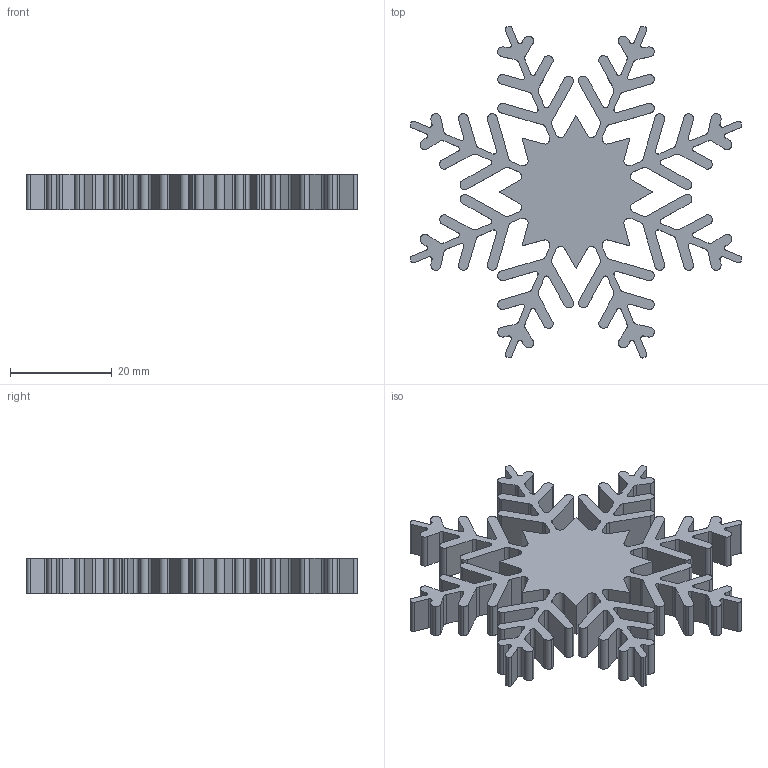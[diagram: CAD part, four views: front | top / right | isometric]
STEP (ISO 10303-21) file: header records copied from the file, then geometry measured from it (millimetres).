
FILE_DESCRIPTION(('STEP AP214'), '1');
FILE_NAME('劖樉鴈罻 憵蝂鼏', '', ('UNSPECIFIED'), ('UNSPECIFIED'), 'C3D Converter', 'C3D Toolkit', '');
FILE_SCHEMA(('AUTOMOTIVE_DESIGN { 1 0 10303 214 3 1 1}'));
Length unit declared in the file: millimetre
Bounding box: 65.4 x 65.4 x 7 mm (x, y, z)
Volume: 9091.8 mm3; surface area: 9485.8 mm2
Topology: 1 solids, 1 shells, 412 faces, 1227 edges, 818 vertices
Faces by surface type: cylinder 225, plane 187
Full cylindrical faces by diameter (mm): 10 x1
Entity records: 14016 total; most frequent: DIRECTION 2502, CARTESIAN_POINT 2457, ORIENTED_EDGE 2452, EDGE_CURVE 1226, AXIS2_PLACEMENT_3D 863, VERTEX_POINT 818, LINE 776, VECTOR 776
